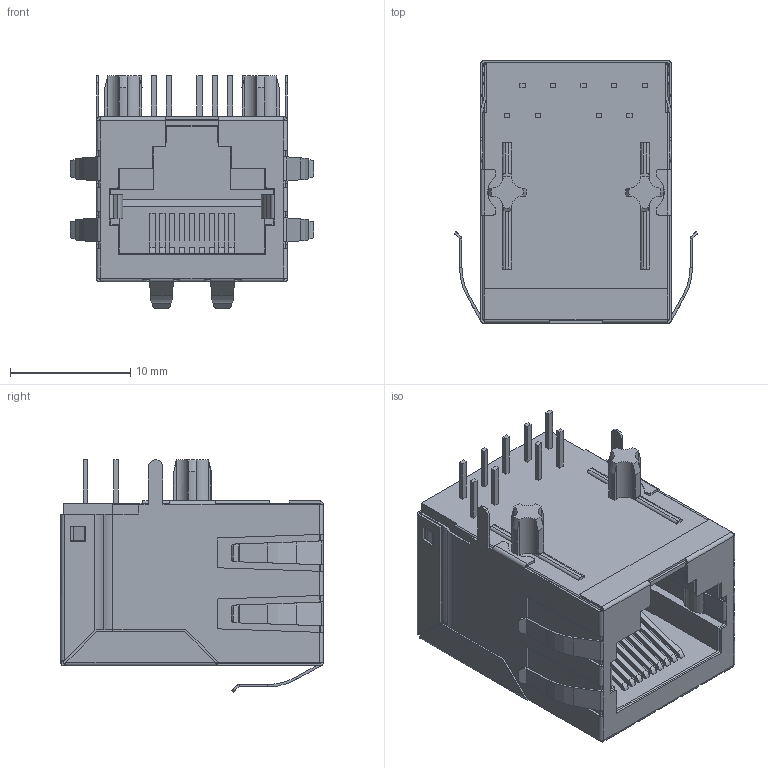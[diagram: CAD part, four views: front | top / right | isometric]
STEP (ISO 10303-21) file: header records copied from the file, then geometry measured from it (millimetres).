
FILE_DESCRIPTION( ( 'Unknown' ), '1' );
FILE_NAME( '7499211002A.stp', 'Unknown', ( 'Unknown' ), ( 'Unknown' ), 'PSStep 17.0.49', 'Unknown', ' ' );
FILE_SCHEMA( ( 'AUTOMOTIVE_DESIGN { 1 0 10303 214 1 1 1 1 }' ) );
Length unit declared in the file: millimetre
Products named in the file (3): Assem1; insulator; shielding
Assembly tree (2 placements, depth 2):
  Assem1
    insulator
    shielding
Bounding box: 20.28 x 21.84 x 19.37 mm (x, y, z)
Volume: 3505.6 mm3; surface area: 5011.6 mm2
Topology: 2 solids, 2 shells, 756 faces, 1960 edges, 1206 vertices
Faces by surface type: plane 481, cylinder 201, bspline 48, extrusion 14, cone 8, sphere 4
Entity records: 29746 total; most frequent: CARTESIAN_POINT 5687, ORIENTED_EDGE 3912, DIRECTION 3404, EDGE_CURVE 1956, VECTOR 1366, LINE 1352, VERTEX_POINT 1206, AXIS2_PLACEMENT_3D 1019
